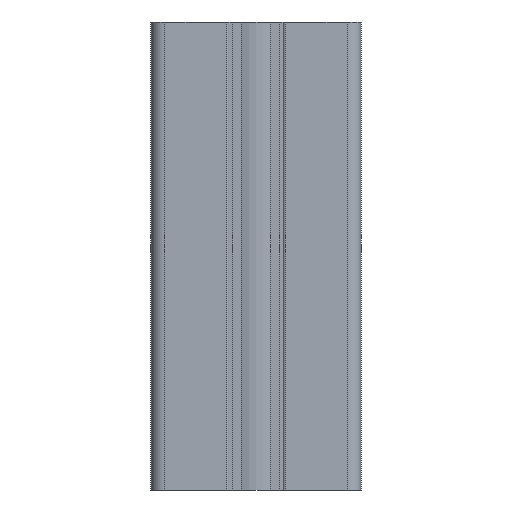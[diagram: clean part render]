
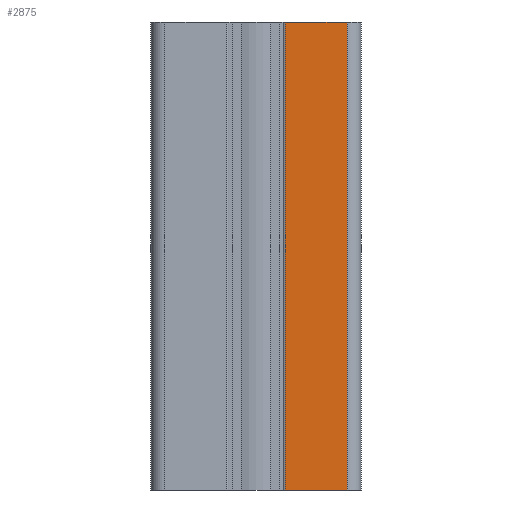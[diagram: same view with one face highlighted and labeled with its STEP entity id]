
A CAD part, front view. The second image highlights one B-rep face of the part: STEP entity #2875.
In plain terms, the highlighted planar face has unit normal (0, -1, 0).
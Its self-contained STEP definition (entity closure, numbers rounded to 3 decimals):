
#35 = VERTEX_POINT ( 'NONE', #4234 ) ;
#397 = CARTESIAN_POINT ( 'NONE',  ( 6.3, -22.5, 100. ) ) ;
#797 = EDGE_LOOP ( 'NONE', ( #4382, #2722, #2266, #1458 ) ) ;
#1053 = VERTEX_POINT ( 'NONE', #4393 ) ;
#1334 = CARTESIAN_POINT ( 'NONE',  ( 6.3, -22.5, 0. ) ) ;
#1458 = ORIENTED_EDGE ( 'NONE', *, *, #5876, .T. ) ;
#1641 = LINE ( 'NONE', #3184, #4303 ) ;
#1688 = LINE ( 'NONE', #5111, #4772 ) ;
#1879 = FACE_OUTER_BOUND ( 'NONE', #797, .T. ) ;
#2072 = EDGE_CURVE ( 'NONE', #1053, #5522, #5725, .T. ) ;
#2192 = CARTESIAN_POINT ( 'NONE',  ( 6.3, -22.5, 100. ) ) ;
#2206 = DIRECTION ( 'NONE',  ( 1., 0., 0. ) ) ;
#2266 = ORIENTED_EDGE ( 'NONE', *, *, #2744, .F. ) ;
#2722 = ORIENTED_EDGE ( 'NONE', *, *, #5701, .F. ) ;
#2744 = EDGE_CURVE ( 'NONE', #3529, #35, #1688, .T. ) ;
#2875 = ADVANCED_FACE ( 'NONE', ( #1879 ), #5759, .F. ) ;
#3184 = CARTESIAN_POINT ( 'NONE',  ( 19.5, -22.5, 100. ) ) ;
#3346 = AXIS2_PLACEMENT_3D ( 'NONE', #397, #5273, #3900 ) ;
#3529 = VERTEX_POINT ( 'NONE', #2192 ) ;
#3598 = DIRECTION ( 'NONE',  ( 0., 0., -1. ) ) ;
#3773 = DIRECTION ( 'NONE',  ( 1., 0., 0. ) ) ;
#3900 = DIRECTION ( 'NONE',  ( 0., 0., 1. ) ) ;
#4234 = CARTESIAN_POINT ( 'NONE',  ( 19.5, -22.5, 100. ) ) ;
#4303 = VECTOR ( 'NONE', #3598, 1000. ) ;
#4331 = LINE ( 'NONE', #6165, #5836 ) ;
#4382 = ORIENTED_EDGE ( 'NONE', *, *, #2072, .T. ) ;
#4393 = CARTESIAN_POINT ( 'NONE',  ( 6.3, -22.5, 0. ) ) ;
#4772 = VECTOR ( 'NONE', #2206, 1000. ) ;
#5111 = CARTESIAN_POINT ( 'NONE',  ( 6.3, -22.5, 100. ) ) ;
#5273 = DIRECTION ( 'NONE',  ( 0., 1., 0. ) ) ;
#5522 = VERTEX_POINT ( 'NONE', #5811 ) ;
#5572 = VECTOR ( 'NONE', #3773, 1000. ) ;
#5701 = EDGE_CURVE ( 'NONE', #35, #5522, #1641, .T. ) ;
#5725 = LINE ( 'NONE', #1334, #5572 ) ;
#5759 = PLANE ( 'NONE',  #3346 ) ;
#5811 = CARTESIAN_POINT ( 'NONE',  ( 19.5, -22.5, 0. ) ) ;
#5836 = VECTOR ( 'NONE', #6291, 1000. ) ;
#5876 = EDGE_CURVE ( 'NONE', #3529, #1053, #4331, .T. ) ;
#6165 = CARTESIAN_POINT ( 'NONE',  ( 6.3, -22.5, 100. ) ) ;
#6291 = DIRECTION ( 'NONE',  ( 0., 0., -1. ) ) ;
